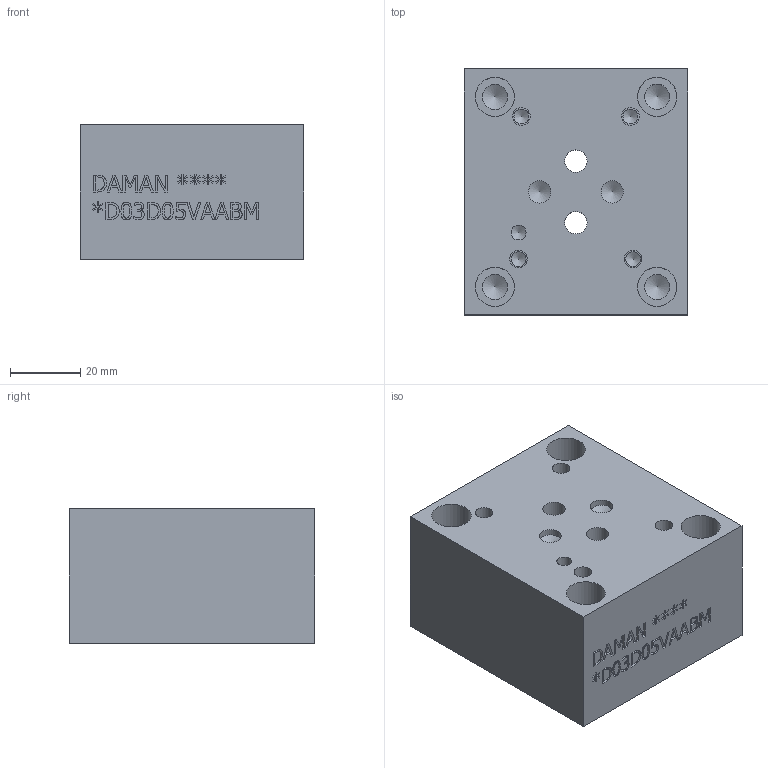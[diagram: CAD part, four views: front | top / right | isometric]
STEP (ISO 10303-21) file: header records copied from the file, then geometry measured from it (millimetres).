
FILE_DESCRIPTION(/* description */ (''),/* implementation_level */ '2;1');
FILE_NAME(/* name */ '_D03D05VAABM.stp',/* time_stamp */ '2020-09-03T13:08:00-04:00',/* author */ ('devonn'),/* organization */ (''),/* preprocessor_version */ 'ST-DEVELOPER v17',/* originating_system */ 'Autodesk Inventor 2019',/* authorisation */ '');
FILE_SCHEMA (('AUTOMOTIVE_DESIGN { 1 0 10303 214 3 1 1 }'));
Length unit declared in the file: millimetre
Products named in the file (1): Part_AD03D05VAABM.C06696R3_3D
Bounding box: 63.5 x 69.85 x 38.1 mm (x, y, z)
Volume: 157530.9 mm3; surface area: 24701.5 mm2
Topology: 1 solids, 1 shells, 414 faces, 1139 edges, 771 vertices
Faces by surface type: plane 269, bspline 94, cylinder 33, cone 18
Full cylindrical faces by diameter (mm): 4.216 x5, 5.004 x4, 6.35 x5, 7.137 x8, 11.113 x1, 11.125 x5, 15.875 x5
Entity records: 13897 total; most frequent: CARTESIAN_POINT 3529, ORIENTED_EDGE 2242, DIRECTION 1694, EDGE_CURVE 1121, LINE 814, VECTOR 814, VERTEX_POINT 771, EDGE_LOOP 480
